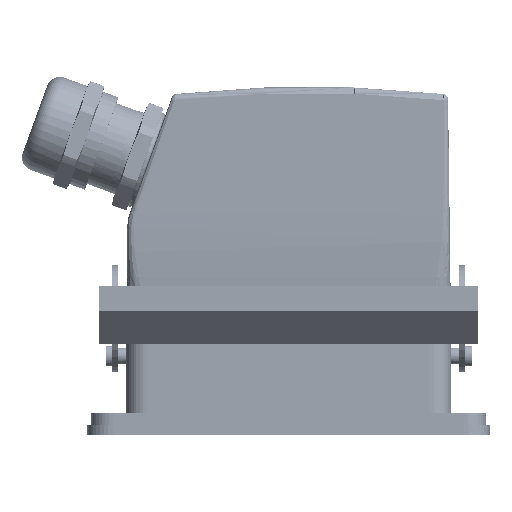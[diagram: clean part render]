
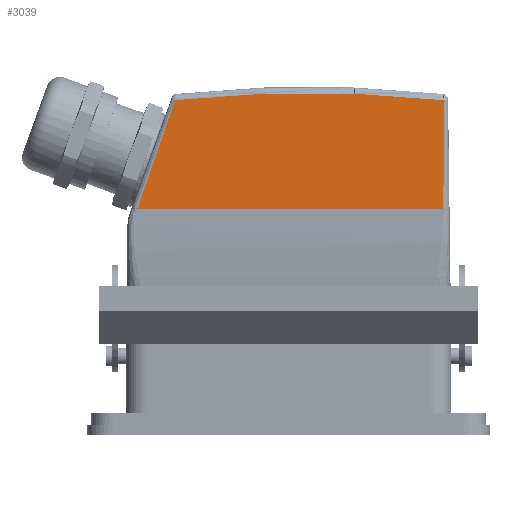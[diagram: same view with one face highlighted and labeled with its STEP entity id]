
A CAD part, left-side view. The second image highlights one B-rep face of the part: STEP entity #3039.
In plain terms, the highlighted planar face has unit normal (-1, 0, 0).
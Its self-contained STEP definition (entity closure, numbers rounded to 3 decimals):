
#2996=AXIS2_PLACEMENT_3D('Circle Axis2P3D',#2994,#2995,$) ;
#3011=AXIS2_PLACEMENT_3D('Plane Axis2P3D',#3008,#3009,#3010) ;
#2305=CARTESIAN_POINT('Vertex',(18.25,11.189,81.441)) ;
#2474=CARTESIAN_POINT('Vertex',(18.25,11.344,55.097)) ;
#2478=CARTESIAN_POINT('Control Point',(18.25,11.189,81.441)) ;
#2479=CARTESIAN_POINT('Control Point',(18.25,11.189,81.385)) ;
#2480=CARTESIAN_POINT('Control Point',(18.25,11.188,81.329)) ;
#2481=CARTESIAN_POINT('Control Point',(18.25,11.188,81.273)) ;
#2482=CARTESIAN_POINT('Control Point',(18.25,11.162,76.42)) ;
#2483=CARTESIAN_POINT('Control Point',(18.25,11.156,71.576)) ;
#2484=CARTESIAN_POINT('Control Point',(18.25,11.201,66.778)) ;
#2485=CARTESIAN_POINT('Control Point',(18.25,11.233,61.565)) ;
#2486=CARTESIAN_POINT('Control Point',(18.25,11.321,56.349)) ;
#2487=CARTESIAN_POINT('Control Point',(18.25,11.328,55.939)) ;
#2488=CARTESIAN_POINT('Control Point',(18.25,11.336,55.522)) ;
#2489=CARTESIAN_POINT('Control Point',(18.25,11.344,55.097)) ;
#2840=CARTESIAN_POINT('Line Origine',(18.25,48.373,55.097)) ;
#2844=CARTESIAN_POINT('Vertex',(18.25,85.759,55.097)) ;
#2991=CARTESIAN_POINT('Vertex',(18.25,76.565,81.468)) ;
#2994=CARTESIAN_POINT('Axis2P3D Location',(18.25,44.,-215.25)) ;
#3008=CARTESIAN_POINT('Axis2P3D Location',(18.25,8.096,0.535)) ;
#3014=CARTESIAN_POINT('Control Point',(18.25,76.565,81.468)) ;
#3015=CARTESIAN_POINT('Control Point',(18.25,76.587,81.405)) ;
#3016=CARTESIAN_POINT('Control Point',(18.25,76.61,81.341)) ;
#3017=CARTESIAN_POINT('Control Point',(18.25,76.633,81.277)) ;
#3018=CARTESIAN_POINT('Control Point',(18.25,76.7,81.091)) ;
#3019=CARTESIAN_POINT('Control Point',(18.25,76.767,80.904)) ;
#3020=CARTESIAN_POINT('Control Point',(18.25,76.859,80.649)) ;
#3021=CARTESIAN_POINT('Control Point',(18.25,78.373,76.423)) ;
#3022=CARTESIAN_POINT('Control Point',(18.25,79.873,72.191)) ;
#3023=CARTESIAN_POINT('Control Point',(18.25,81.296,68.099)) ;
#3024=CARTESIAN_POINT('Control Point',(18.25,82.998,63.18)) ;
#3025=CARTESIAN_POINT('Control Point',(18.25,84.684,58.254)) ;
#3026=CARTESIAN_POINT('Control Point',(18.25,84.956,57.456)) ;
#3027=CARTESIAN_POINT('Control Point',(18.25,85.28,56.506)) ;
#3028=CARTESIAN_POINT('Control Point',(18.25,85.604,55.554)) ;
#3029=CARTESIAN_POINT('Control Point',(18.25,85.656,55.402)) ;
#3030=CARTESIAN_POINT('Control Point',(18.25,85.707,55.25)) ;
#3031=CARTESIAN_POINT('Control Point',(18.25,85.759,55.097)) ;
#2841=DIRECTION('Vector Direction',(0.,-1.,0.)) ;
#2995=DIRECTION('Axis2P3D Direction',(-1.,0.,0.)) ;
#3009=DIRECTION('Axis2P3D Direction',(-1.,0.,0.)) ;
#3010=DIRECTION('Axis2P3D XDirection',(0.,-0.17,0.985)) ;
#2842=VECTOR('Line Direction',#2841,1.) ;
#3034=ORIENTED_EDGE('',*,*,#2998,.T.) ;
#3035=ORIENTED_EDGE('',*,*,#3032,.F.) ;
#3036=ORIENTED_EDGE('',*,*,#2846,.T.) ;
#3037=ORIENTED_EDGE('',*,*,#2490,.T.) ;
#3039=ADVANCED_FACE('1884300000 HDC-KIT-HA 16.120.1\\1664690000_S.1\\Hood',(#3038),#3012,.T.) ;
#2477=B_SPLINE_CURVE_WITH_KNOTS('',5,(#2478,#2479,#2480,#2481,#2482,#2483,#2484,#2485,#2486,#2487,#2488,#2489),.UNSPECIFIED.,.F.,.U.,(6,3,3,6),(3.972,4.457,45.909,49.65),.UNSPECIFIED.) ;
#3013=B_SPLINE_CURVE_WITH_KNOTS('',5,(#3014,#3015,#3016,#3017,#3018,#3019,#3020,#3021,#3022,#3023,#3024,#3025,#3026,#3027,#3028,#3029,#3030,#3031),.UNSPECIFIED.,.F.,.U.,(6,3,3,3,3,6),(87.603,88.196,89.32,127.089,134.39,135.783),.UNSPECIFIED.) ;
#2997=CIRCLE('generated circle',#2996,298.5) ;
#2490=EDGE_CURVE('',#2475,#2306,#2477,.F.) ;
#2846=EDGE_CURVE('',#2845,#2475,#2843,.T.) ;
#2998=EDGE_CURVE('',#2306,#2992,#2997,.T.) ;
#3032=EDGE_CURVE('',#2845,#2992,#3013,.F.) ;
#3033=EDGE_LOOP('',(#3034,#3035,#3036,#3037)) ;
#3038=FACE_OUTER_BOUND('',#3033,.T.) ;
#2843=LINE('Line',#2840,#2842) ;
#3012=PLANE('',#3011) ;
#2306=VERTEX_POINT('',#2305) ;
#2475=VERTEX_POINT('',#2474) ;
#2845=VERTEX_POINT('',#2844) ;
#2992=VERTEX_POINT('',#2991) ;
